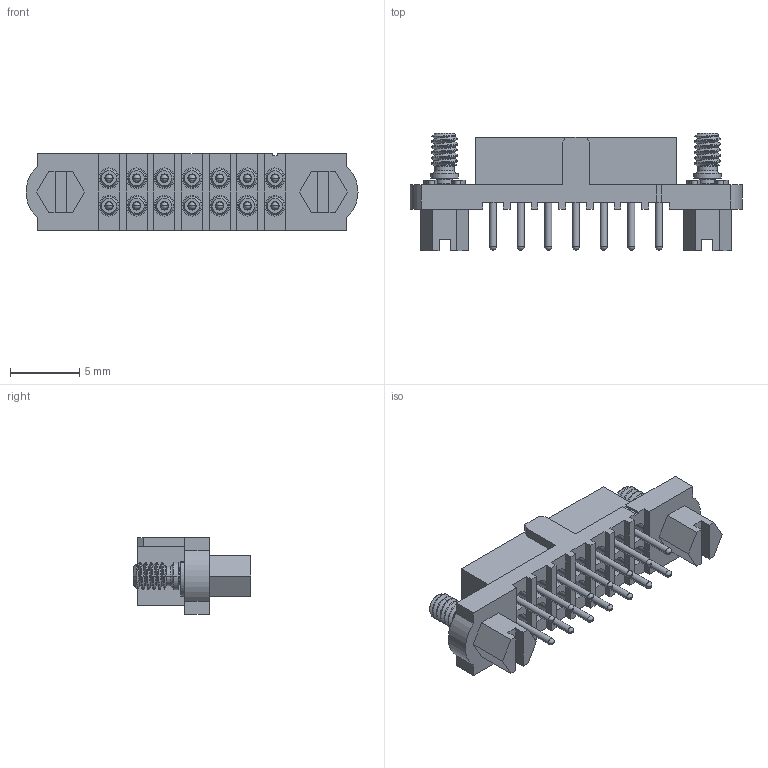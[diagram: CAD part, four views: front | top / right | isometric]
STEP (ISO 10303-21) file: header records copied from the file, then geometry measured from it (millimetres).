
FILE_DESCRIPTION((''),'2;1');
FILE_NAME('M80-4005001_ASM','2011-09-13T',('wbourne'),(''),'PRO/ENGINEER BY PARAMETRIC TECHNOLOGY CORPORATION, 2010280','PRO/ENGINEER BY PARAMETRIC TECHNOLOGY CORPORATION, 2010280','');
FILE_SCHEMA(('CONFIG_CONTROL_DESIGN','SHAPE_APPEARANCE_LAYERS_GROUPS'));
Length unit declared in the file: millimetre
Products named in the file (7): M80-2605098; M80-0140006; Y3198; M80-0150001_ASM; M80-214; M80-215; M80-4005001_ASM
Assembly tree (21 placements, depth 3):
  M80-4005001_ASM
    M80-2605098
    M80-0150001_ASM  x14
      M80-0140006
      Y3198
    M80-214  x2
    M80-215  x2
Bounding box: 24 x 8.5 x 5.55 mm (x, y, z)
Volume: 433.4 mm3; surface area: 1596.2 mm2
Topology: 33 solids, 35 shells, 1570 faces, 3694 edges, 2212 vertices
Faces by surface type: bspline 642, plane 406, cylinder 330, cone 120, torus 44, sphere 28
Entity records: 15332 total; most frequent: CARTESIAN_POINT 4743, DIRECTION 1629, ORIENTED_EDGE 1624, PRESENTATION_STYLE_ASSIGNMENT 820, STYLED_ITEM 820, CURVE_STYLE 814, EDGE_CURVE 814, AXIS2_PLACEMENT_3D 611
